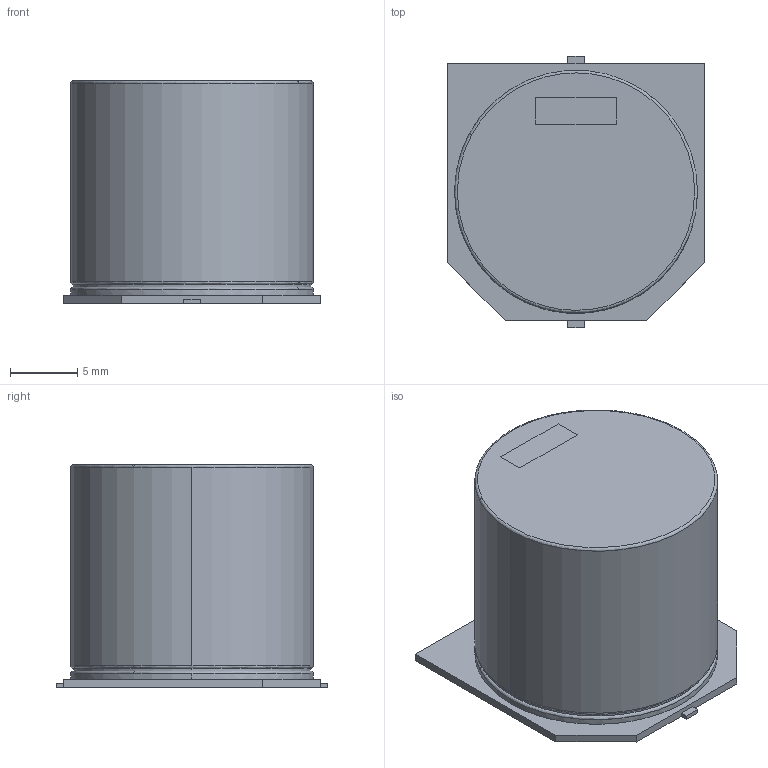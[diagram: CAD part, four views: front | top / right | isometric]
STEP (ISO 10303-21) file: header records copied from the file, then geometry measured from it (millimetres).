
FILE_DESCRIPTION (( 'STEP AP214' ), '1' );
FILE_NAME ('B7437736-D518-4769-AE1E-C2AC62C3378D.STEP', '2008-01-23T01:24:08', ( 'sysAdmin' ), ( 'SolidWorks' ), 'SwSTEP 2.0', 'SolidWorks 2008', '' );
FILE_SCHEMA (( 'AUTOMOTIVE_DESIGN' ));
Length unit declared in the file: millimetre
Products named in the file (1): B7437736-D518-4769-AE1E-C2AC62C3378D
Bounding box: 19 x 20.1 x 16.51 mm (x, y, z)
Volume: 4248.9 mm3; surface area: 1638.7 mm2
Topology: 1 solids, 1 shells, 32 faces, 92 edges, 64 vertices
Faces by surface type: plane 20, bspline 6, cylinder 6
Entity records: 1552 total; most frequent: CARTESIAN_POINT 629, ORIENTED_EDGE 184, DIRECTION 146, EDGE_CURVE 92, VERTEX_POINT 64, LINE 52, VECTOR 52, AXIS2_PLACEMENT_3D 47
